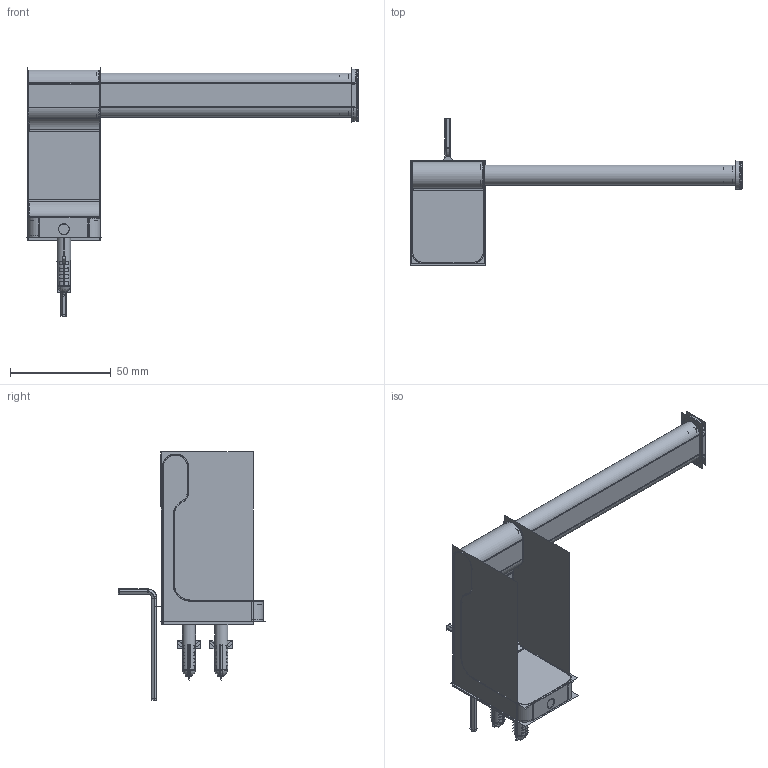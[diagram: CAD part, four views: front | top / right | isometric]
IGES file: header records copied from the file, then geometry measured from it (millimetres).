
Start section:  PTC IGES file: 3D_FFAS1387-908500BC0_D0.igs
Global section: file name: 3D_FFAS1387-908500BC0_D0.igs; native system: Creo Parametric by PTC Inc.; preprocessor: 2014440; author: 10114291; organization: Unknown; date: 20180827.165603; units: millimetre
Bounding box: 164.82 x 73.04 x 123.4 mm (x, y, z)
Surface area: 88094.9 mm2 (no closed solid volume)
Topology: 0 solids, 0 shells, 1402 faces, 22847 edges, 29623 vertices
Faces by surface type: bspline 798, revolution 528, extrusion 76
